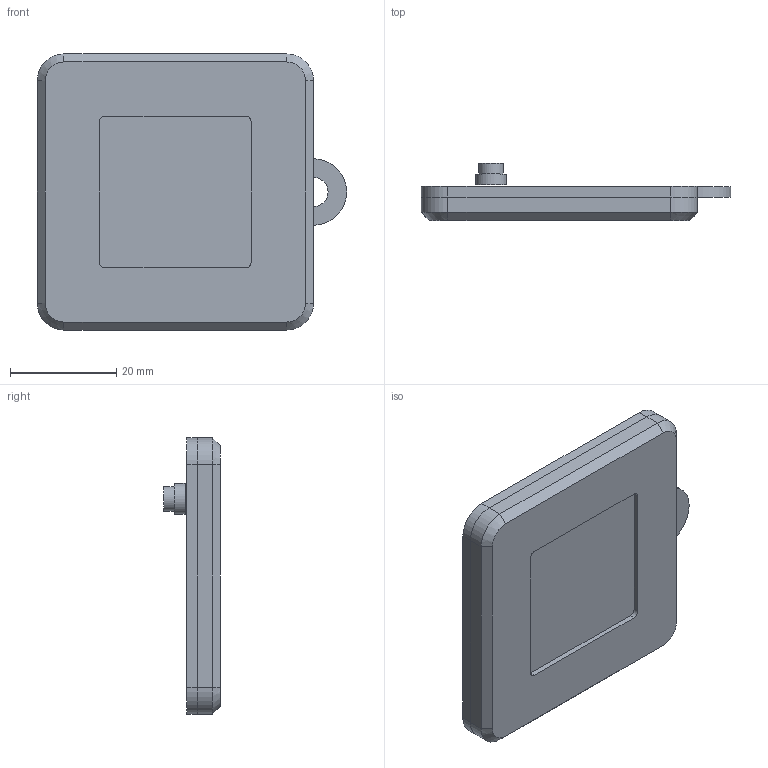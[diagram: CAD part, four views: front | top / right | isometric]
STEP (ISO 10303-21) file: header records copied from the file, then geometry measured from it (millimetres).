
FILE_DESCRIPTION(/* description */ (''),/* implementation_level */ '2;1');
FILE_NAME(/* name */ 'e-Otomo.step',/* time_stamp */ '2025-10-02T07:45:09+09:00',/* author */ (''),/* organization */ (''),/* preprocessor_version */ 'ST-DEVELOPER v20.1',/* originating_system */ 'Autodesk Translation Framework v14.17.0.0',/* authorisation */ '');
FILE_SCHEMA (('AUTOMOTIVE_DESIGN { 1 0 10303 214 3 1 1 }'));
Length unit declared in the file: millimetre
Products named in the file (1): e-Otomo Type-A
Bounding box: 58.15 x 10.7 x 51.9 mm (x, y, z)
Volume: 8524.7 mm3; surface area: 10324 mm2
Topology: 4 solids, 4 shells, 81 faces, 192 edges, 124 vertices
Faces by surface type: plane 49, cylinder 24, cone 8
Full cylindrical faces by diameter (mm): 2.3 x4, 3.1 x4, 4.6 x1, 5.8 x1
Entity records: 2387 total; most frequent: DIRECTION 412, CARTESIAN_POINT 402, ORIENTED_EDGE 384, EDGE_CURVE 192, AXIS2_PLACEMENT_3D 140, LINE 132, VECTOR 132, VERTEX_POINT 124
